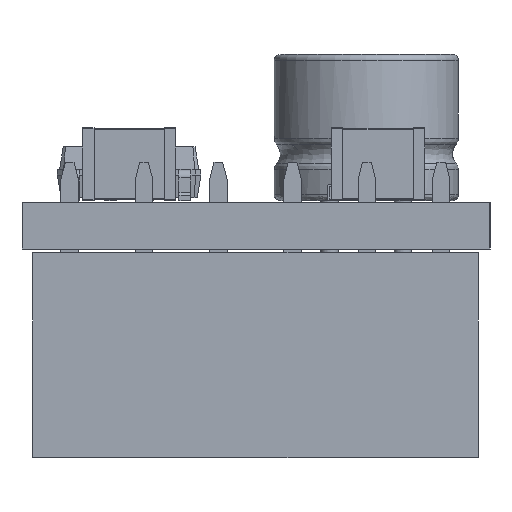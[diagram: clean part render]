
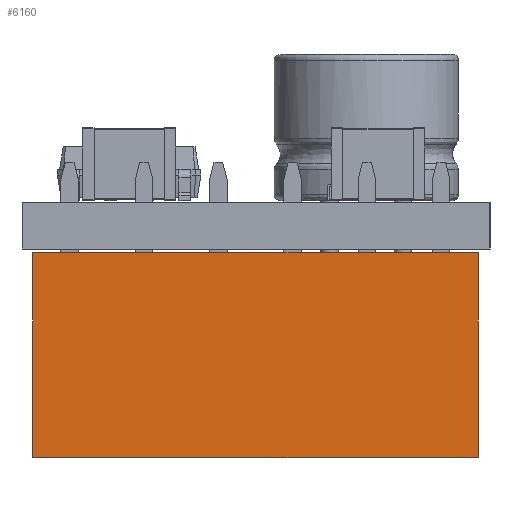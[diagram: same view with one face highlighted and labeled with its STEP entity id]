
A CAD part, left-side view. The second image highlights one B-rep face of the part: STEP entity #6160.
In plain terms, the highlighted face is planar.
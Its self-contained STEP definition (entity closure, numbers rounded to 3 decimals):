
#6160 = ADVANCED_FACE('',(#6161),#6175,.F.);
#6161 = FACE_BOUND('',#6162,.F.);
#6162 = EDGE_LOOP('',(#6163,#6198,#6226,#6254));
#6163 = ORIENTED_EDGE('',*,*,#6164,.T.);
#6164 = EDGE_CURVE('',#6165,#6167,#6169,.T.);
#6165 = VERTEX_POINT('',#6166);
#6166 = CARTESIAN_POINT('',(1.27,-13.97,0.));
#6167 = VERTEX_POINT('',#6168);
#6168 = CARTESIAN_POINT('',(1.27,-13.97,7.));
#6169 = SURFACE_CURVE('',#6170,(#6174,#6186),.PCURVE_S1.);
#6170 = LINE('',#6171,#6172);
#6171 = CARTESIAN_POINT('',(1.27,-13.97,0.));
#6172 = VECTOR('',#6173,1.);
#6173 = DIRECTION('',(0.,0.,1.));
#6174 = PCURVE('',#6175,#6180);
#6175 = PLANE('',#6176);
#6176 = AXIS2_PLACEMENT_3D('',#6177,#6178,#6179);
#6177 = CARTESIAN_POINT('',(1.27,-13.97,0.));
#6178 = DIRECTION('',(-1.,0.,0.));
#6179 = DIRECTION('',(0.,1.,0.));
#6180 = DEFINITIONAL_REPRESENTATION('',(#6181),#6185);
#6181 = LINE('',#6182,#6183);
#6182 = CARTESIAN_POINT('',(0.,0.));
#6183 = VECTOR('',#6184,1.);
#6184 = DIRECTION('',(0.,-1.));
#6185 = ( GEOMETRIC_REPRESENTATION_CONTEXT(2) 
PARAMETRIC_REPRESENTATION_CONTEXT() REPRESENTATION_CONTEXT('2D SPACE',''
  ) );
#6186 = PCURVE('',#6187,#6192);
#6187 = PLANE('',#6188);
#6188 = AXIS2_PLACEMENT_3D('',#6189,#6190,#6191);
#6189 = CARTESIAN_POINT('',(-1.27,-13.97,0.));
#6190 = DIRECTION('',(0.,1.,0.));
#6191 = DIRECTION('',(1.,0.,0.));
#6192 = DEFINITIONAL_REPRESENTATION('',(#6193),#6197);
#6193 = LINE('',#6194,#6195);
#6194 = CARTESIAN_POINT('',(2.54,0.));
#6195 = VECTOR('',#6196,1.);
#6196 = DIRECTION('',(0.,-1.));
#6197 = ( GEOMETRIC_REPRESENTATION_CONTEXT(2) 
PARAMETRIC_REPRESENTATION_CONTEXT() REPRESENTATION_CONTEXT('2D SPACE',''
  ) );
#6198 = ORIENTED_EDGE('',*,*,#6199,.T.);
#6199 = EDGE_CURVE('',#6167,#6200,#6202,.T.);
#6200 = VERTEX_POINT('',#6201);
#6201 = CARTESIAN_POINT('',(1.27,1.27,7.));
#6202 = SURFACE_CURVE('',#6203,(#6207,#6214),.PCURVE_S1.);
#6203 = LINE('',#6204,#6205);
#6204 = CARTESIAN_POINT('',(1.27,-13.97,7.));
#6205 = VECTOR('',#6206,1.);
#6206 = DIRECTION('',(0.,1.,0.));
#6207 = PCURVE('',#6175,#6208);
#6208 = DEFINITIONAL_REPRESENTATION('',(#6209),#6213);
#6209 = LINE('',#6210,#6211);
#6210 = CARTESIAN_POINT('',(0.,-7.));
#6211 = VECTOR('',#6212,1.);
#6212 = DIRECTION('',(1.,0.));
#6213 = ( GEOMETRIC_REPRESENTATION_CONTEXT(2) 
PARAMETRIC_REPRESENTATION_CONTEXT() REPRESENTATION_CONTEXT('2D SPACE',''
  ) );
#6214 = PCURVE('',#6215,#6220);
#6215 = PLANE('',#6216);
#6216 = AXIS2_PLACEMENT_3D('',#6217,#6218,#6219);
#6217 = CARTESIAN_POINT('',(1.27,-13.97,7.));
#6218 = DIRECTION('',(-0.,0.,-1.));
#6219 = DIRECTION('',(0.,-1.,-0.));
#6220 = DEFINITIONAL_REPRESENTATION('',(#6221),#6225);
#6221 = LINE('',#6222,#6223);
#6222 = CARTESIAN_POINT('',(0.,0.));
#6223 = VECTOR('',#6224,1.);
#6224 = DIRECTION('',(-1.,0.));
#6225 = ( GEOMETRIC_REPRESENTATION_CONTEXT(2) 
PARAMETRIC_REPRESENTATION_CONTEXT() REPRESENTATION_CONTEXT('2D SPACE',''
  ) );
#6226 = ORIENTED_EDGE('',*,*,#6227,.F.);
#6227 = EDGE_CURVE('',#6228,#6200,#6230,.T.);
#6228 = VERTEX_POINT('',#6229);
#6229 = CARTESIAN_POINT('',(1.27,1.27,0.));
#6230 = SURFACE_CURVE('',#6231,(#6235,#6242),.PCURVE_S1.);
#6231 = LINE('',#6232,#6233);
#6232 = CARTESIAN_POINT('',(1.27,1.27,0.));
#6233 = VECTOR('',#6234,1.);
#6234 = DIRECTION('',(0.,0.,1.));
#6235 = PCURVE('',#6175,#6236);
#6236 = DEFINITIONAL_REPRESENTATION('',(#6237),#6241);
#6237 = LINE('',#6238,#6239);
#6238 = CARTESIAN_POINT('',(15.24,0.));
#6239 = VECTOR('',#6240,1.);
#6240 = DIRECTION('',(0.,-1.));
#6241 = ( GEOMETRIC_REPRESENTATION_CONTEXT(2) 
PARAMETRIC_REPRESENTATION_CONTEXT() REPRESENTATION_CONTEXT('2D SPACE',''
  ) );
#6242 = PCURVE('',#6243,#6248);
#6243 = PLANE('',#6244);
#6244 = AXIS2_PLACEMENT_3D('',#6245,#6246,#6247);
#6245 = CARTESIAN_POINT('',(1.27,1.27,0.));
#6246 = DIRECTION('',(0.,-1.,0.));
#6247 = DIRECTION('',(-1.,0.,0.));
#6248 = DEFINITIONAL_REPRESENTATION('',(#6249),#6253);
#6249 = LINE('',#6250,#6251);
#6250 = CARTESIAN_POINT('',(0.,0.));
#6251 = VECTOR('',#6252,1.);
#6252 = DIRECTION('',(0.,-1.));
#6253 = ( GEOMETRIC_REPRESENTATION_CONTEXT(2) 
PARAMETRIC_REPRESENTATION_CONTEXT() REPRESENTATION_CONTEXT('2D SPACE',''
  ) );
#6254 = ORIENTED_EDGE('',*,*,#6255,.F.);
#6255 = EDGE_CURVE('',#6165,#6228,#6256,.T.);
#6256 = SURFACE_CURVE('',#6257,(#6261,#6268),.PCURVE_S1.);
#6257 = LINE('',#6258,#6259);
#6258 = CARTESIAN_POINT('',(1.27,-13.97,0.));
#6259 = VECTOR('',#6260,1.);
#6260 = DIRECTION('',(0.,1.,0.));
#6261 = PCURVE('',#6175,#6262);
#6262 = DEFINITIONAL_REPRESENTATION('',(#6263),#6267);
#6263 = LINE('',#6264,#6265);
#6264 = CARTESIAN_POINT('',(0.,0.));
#6265 = VECTOR('',#6266,1.);
#6266 = DIRECTION('',(1.,0.));
#6267 = ( GEOMETRIC_REPRESENTATION_CONTEXT(2) 
PARAMETRIC_REPRESENTATION_CONTEXT() REPRESENTATION_CONTEXT('2D SPACE',''
  ) );
#6268 = PCURVE('',#6269,#6274);
#6269 = PLANE('',#6270);
#6270 = AXIS2_PLACEMENT_3D('',#6271,#6272,#6273);
#6271 = CARTESIAN_POINT('',(1.27,-13.97,0.));
#6272 = DIRECTION('',(-0.,0.,-1.));
#6273 = DIRECTION('',(0.,-1.,-0.));
#6274 = DEFINITIONAL_REPRESENTATION('',(#6275),#6279);
#6275 = LINE('',#6276,#6277);
#6276 = CARTESIAN_POINT('',(0.,0.));
#6277 = VECTOR('',#6278,1.);
#6278 = DIRECTION('',(-1.,0.));
#6279 = ( GEOMETRIC_REPRESENTATION_CONTEXT(2) 
PARAMETRIC_REPRESENTATION_CONTEXT() REPRESENTATION_CONTEXT('2D SPACE',''
  ) );
